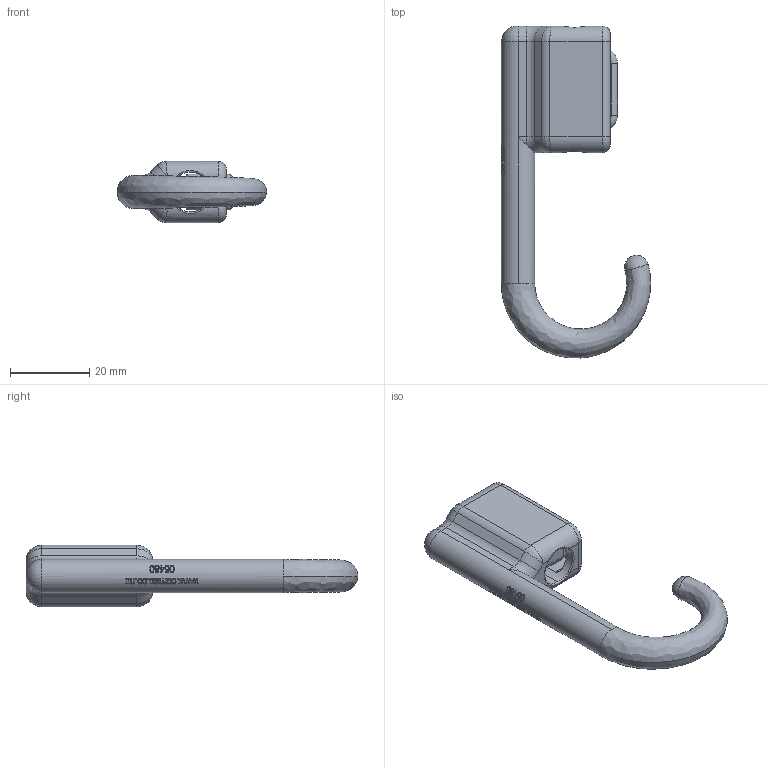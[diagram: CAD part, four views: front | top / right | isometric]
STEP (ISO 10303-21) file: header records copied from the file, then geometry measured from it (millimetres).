
FILE_DESCRIPTION (( 'STEP AP214' ), '1' );
FILE_NAME ('05480-Stretchy Cord Round Hook Black 38x84mm.STEP', '2018-12-02T20:17:48', ( '' ), ( '' ), 'SwSTEP 2.0', 'SolidWorks 2018', '' );
FILE_SCHEMA (( 'AUTOMOTIVE_DESIGN' ));
Length unit declared in the file: millimetre
Products named in the file (5): 05480-Stretchy Cord Round Hook Black 38x84mm; 5480 Bungy-Stretchy Cord Black Hook; 5480 Bungy-Stretchy Cord Black Hook1
Assembly tree (2 placements, depth 2):
  05480-Stretchy Cord Round Hook Black 38x84mm
    5480 Bungy-Stretchy Cord Black Hook
    5480 Bungy-Stretchy Cord Black Hook1
  5480 Bungy-Stretchy Cord Black Hook
  5480 Bungy-Stretchy Cord Black Hook1
Bounding box: 37.7 x 83.82 x 15.5 mm (x, y, z)
Volume: 12702.1 mm3; surface area: 7106.6 mm2
Topology: 2 solids, 2 shells, 418 faces, 1082 edges, 686 vertices
Faces by surface type: bspline 257, cylinder 89, plane 37, torus 31, sphere 4
Entity records: 31829 total; most frequent: CARTESIAN_POINT 23695, ORIENTED_EDGE 2144, EDGE_CURVE 1072, DIRECTION 821, B_SPLINE_CURVE_WITH_KNOTS 734, VERTEX_POINT 686, EDGE_LOOP 452, ADVANCED_FACE 418
